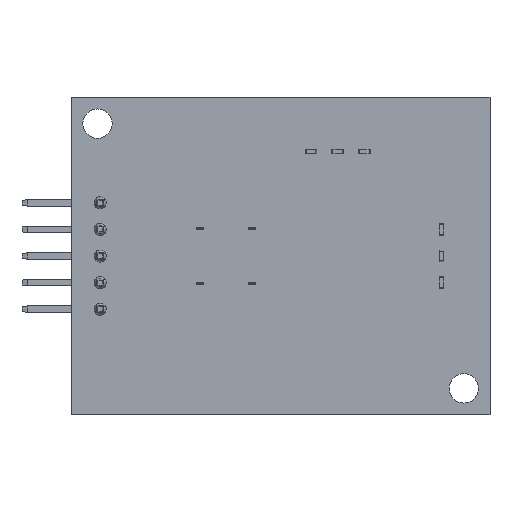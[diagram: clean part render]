
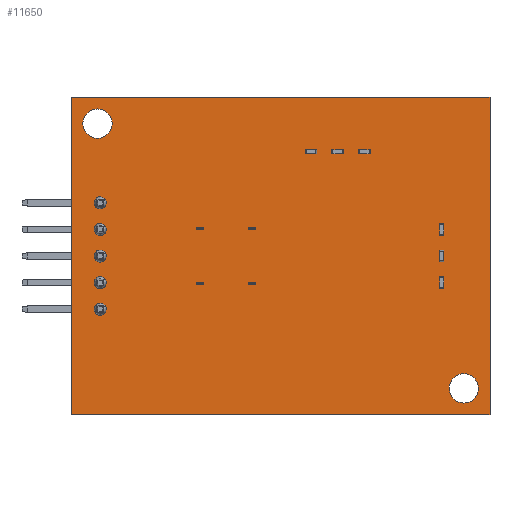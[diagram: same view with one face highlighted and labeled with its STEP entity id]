
A CAD part, front view. The second image highlights one B-rep face of the part: STEP entity #11650.
In plain terms, the highlighted planar face has unit normal (0, -1, 0).
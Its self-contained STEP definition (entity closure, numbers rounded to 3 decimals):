
#301 = CARTESIAN_POINT ( 'NONE',  ( -20., 0., -15.15 ) ) ;
#1334 = CARTESIAN_POINT ( 'NONE',  ( 17.5, 0., -11.25 ) ) ;
#1803 = VERTEX_POINT ( 'NONE', #21585 ) ;
#1990 = DIRECTION ( 'NONE',  ( 0., 0., 1. ) ) ;
#2611 = VECTOR ( 'NONE', #33180, 1000. ) ;
#2878 = ORIENTED_EDGE ( 'NONE', *, *, #36462, .T. ) ;
#3826 = ORIENTED_EDGE ( 'NONE', *, *, #32678, .F. ) ;
#4789 = CARTESIAN_POINT ( 'NONE',  ( 20., 0., -15.15 ) ) ;
#5104 = EDGE_CURVE ( 'NONE', #9451, #1803, #22696, .T. ) ;
#5989 = FACE_BOUND ( 'NONE', #17815, .T. ) ;
#6619 = VERTEX_POINT ( 'NONE', #25564 ) ;
#6986 = DIRECTION ( 'NONE',  ( -1., 0., 0. ) ) ;
#7167 = CARTESIAN_POINT ( 'NONE',  ( 20., 0., 15.15 ) ) ;
#7245 = AXIS2_PLACEMENT_3D ( 'NONE', #35488, #10784, #17761 ) ;
#7503 = CIRCLE ( 'NONE', #13778, 1.4 ) ;
#7556 = CARTESIAN_POINT ( 'NONE',  ( -17.5, 0., 12.65 ) ) ;
#7902 = CIRCLE ( 'NONE', #7245, 1.4 ) ;
#9411 = EDGE_LOOP ( 'NONE', ( #3826, #10117, #32865, #37094 ) ) ;
#9451 = VERTEX_POINT ( 'NONE', #40002 ) ;
#9594 = DIRECTION ( 'NONE',  ( 0., 0., -1. ) ) ;
#10117 = ORIENTED_EDGE ( 'NONE', *, *, #34597, .F. ) ;
#10784 = DIRECTION ( 'NONE',  ( 0., 1., 0. ) ) ;
#11471 = DIRECTION ( 'NONE',  ( 0., 1., 0. ) ) ;
#11615 = CARTESIAN_POINT ( 'NONE',  ( 17.5, 0., -12.65 ) ) ;
#11650 = ADVANCED_FACE ( 'NONE', ( #5989, #33205, #13674 ), #33851, .T. ) ;
#13674 = FACE_BOUND ( 'NONE', #24247, .T. ) ;
#13778 = AXIS2_PLACEMENT_3D ( 'NONE', #29202, #36322, #1990 ) ;
#14735 = EDGE_CURVE ( 'NONE', #42235, #27168, #14762, .T. ) ;
#14762 = CIRCLE ( 'NONE', #18176, 1.4 ) ;
#16248 = ORIENTED_EDGE ( 'NONE', *, *, #14735, .T. ) ;
#16316 = AXIS2_PLACEMENT_3D ( 'NONE', #37069, #30250, #9594 ) ;
#17761 = DIRECTION ( 'NONE',  ( 0., 0., 1. ) ) ;
#17815 = EDGE_LOOP ( 'NONE', ( #33506, #16248 ) ) ;
#17981 = ORIENTED_EDGE ( 'NONE', *, *, #5104, .T. ) ;
#18104 = DIRECTION ( 'NONE',  ( 0., 0., -1. ) ) ;
#18176 = AXIS2_PLACEMENT_3D ( 'NONE', #11615, #11471, #42425 ) ;
#18186 = EDGE_CURVE ( 'NONE', #27168, #42235, #7902, .T. ) ;
#18542 = DIRECTION ( 'NONE',  ( 0., 0., 1. ) ) ;
#18716 = EDGE_CURVE ( 'NONE', #44289, #35734, #29533, .T. ) ;
#19457 = CARTESIAN_POINT ( 'NONE',  ( -20., 0., -15.15 ) ) ;
#20897 = VECTOR ( 'NONE', #18104, 1000. ) ;
#21541 = AXIS2_PLACEMENT_3D ( 'NONE', #7556, #27760, #35039 ) ;
#21585 = CARTESIAN_POINT ( 'NONE',  ( -17.5, 0., 14.05 ) ) ;
#22696 = CIRCLE ( 'NONE', #21541, 1.4 ) ;
#23003 = VERTEX_POINT ( 'NONE', #35123 ) ;
#24247 = EDGE_LOOP ( 'NONE', ( #17981, #2878 ) ) ;
#25564 = CARTESIAN_POINT ( 'NONE',  ( 20., 0., 15.15 ) ) ;
#27168 = VERTEX_POINT ( 'NONE', #33527 ) ;
#27760 = DIRECTION ( 'NONE',  ( 0., 1., 0. ) ) ;
#28361 = EDGE_CURVE ( 'NONE', #35734, #23003, #41384, .T. ) ;
#29202 = CARTESIAN_POINT ( 'NONE',  ( -17.5, 0., 12.65 ) ) ;
#29533 = LINE ( 'NONE', #301, #34952 ) ;
#30250 = DIRECTION ( 'NONE',  ( 0., -1., 0. ) ) ;
#32678 = EDGE_CURVE ( 'NONE', #6619, #44289, #43763, .T. ) ;
#32865 = ORIENTED_EDGE ( 'NONE', *, *, #28361, .F. ) ;
#33180 = DIRECTION ( 'NONE',  ( 1., 0., 0. ) ) ;
#33205 = FACE_OUTER_BOUND ( 'NONE', #9411, .T. ) ;
#33506 = ORIENTED_EDGE ( 'NONE', *, *, #18186, .T. ) ;
#33527 = CARTESIAN_POINT ( 'NONE',  ( 17.5, 0., -14.05 ) ) ;
#33851 = PLANE ( 'NONE',  #16316 ) ;
#34597 = EDGE_CURVE ( 'NONE', #23003, #6619, #35212, .T. ) ;
#34952 = VECTOR ( 'NONE', #6986, 1000. ) ;
#35039 = DIRECTION ( 'NONE',  ( 0., 0., 1. ) ) ;
#35123 = CARTESIAN_POINT ( 'NONE',  ( -20., 0., 15.15 ) ) ;
#35212 = LINE ( 'NONE', #39550, #2611 ) ;
#35488 = CARTESIAN_POINT ( 'NONE',  ( 17.5, 0., -12.65 ) ) ;
#35734 = VERTEX_POINT ( 'NONE', #19457 ) ;
#36322 = DIRECTION ( 'NONE',  ( 0., 1., 0. ) ) ;
#36462 = EDGE_CURVE ( 'NONE', #1803, #9451, #7503, .T. ) ;
#37069 = CARTESIAN_POINT ( 'NONE',  ( 0., 0., 0. ) ) ;
#37094 = ORIENTED_EDGE ( 'NONE', *, *, #18716, .F. ) ;
#39170 = CARTESIAN_POINT ( 'NONE',  ( -20., 0., 15.15 ) ) ;
#39550 = CARTESIAN_POINT ( 'NONE',  ( -20., 0., 15.15 ) ) ;
#40002 = CARTESIAN_POINT ( 'NONE',  ( -17.5, 0., 11.25 ) ) ;
#40330 = VECTOR ( 'NONE', #18542, 1000. ) ;
#41384 = LINE ( 'NONE', #39170, #40330 ) ;
#42235 = VERTEX_POINT ( 'NONE', #1334 ) ;
#42425 = DIRECTION ( 'NONE',  ( 0., 0., 1. ) ) ;
#43763 = LINE ( 'NONE', #7167, #20897 ) ;
#44289 = VERTEX_POINT ( 'NONE', #4789 ) ;
